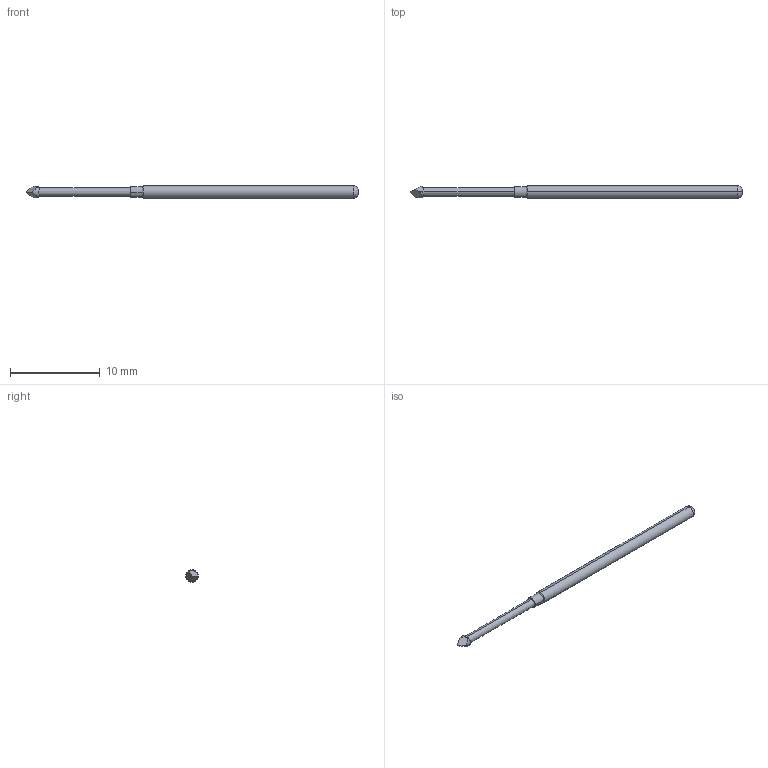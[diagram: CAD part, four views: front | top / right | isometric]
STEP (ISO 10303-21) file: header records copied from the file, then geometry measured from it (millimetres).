
FILE_DESCRIPTION (( 'STEP AP214' ), '1' );
FILE_NAME ('100-PR_4013_-S.STEP', '2016-06-07T18:54:04', ( 'spare' ), ( '' ), 'SwSTEP 2.0', 'SolidWorks 2016', '' );
FILE_SCHEMA (( 'AUTOMOTIVE_DESIGN' ));
Length unit declared in the file: inch
Products named in the file (1): 100-PR_4013_-S
Bounding box: 37.09 x 1.37 x 1.37 mm (x, y, z)
Volume: 44.7 mm3; surface area: 144.3 mm2
Topology: 1 solids, 1 shells, 20 faces, 43 edges, 26 vertices
Faces by surface type: cylinder 6, cone 6, plane 6, torus 2
Entity records: 843 total; most frequent: CARTESIAN_POINT 105, DIRECTION 100, ORIENTED_EDGE 86, EDGE_CURVE 43, AXIS2_PLACEMENT_3D 41, VERTEX_POINT 26, UNCERTAINTY_MEASURE_WITH_UNIT 23, DIMENSIONAL_EXPONENTS 23
